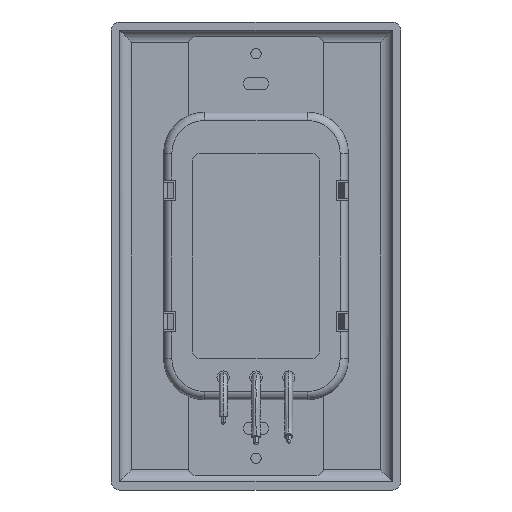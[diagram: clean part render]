
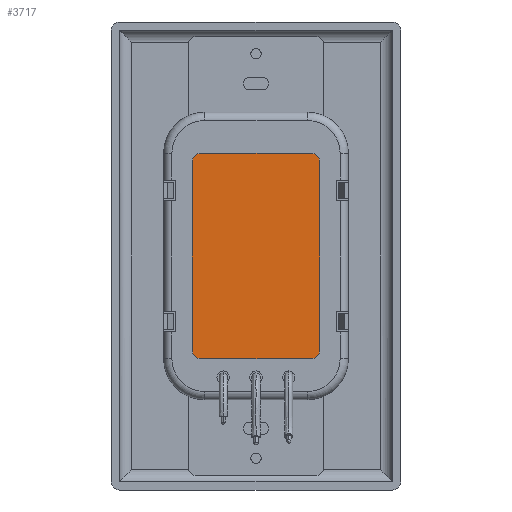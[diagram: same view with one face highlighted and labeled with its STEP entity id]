
A CAD part, front view. The second image highlights one B-rep face of the part: STEP entity #3717.
In plain terms, the highlighted planar face has unit normal (0, -1, 0).
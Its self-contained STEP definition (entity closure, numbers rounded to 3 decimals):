
#341 = ORIENTED_EDGE ( 'NONE', *, *, #5132, .T. ) ;
#401 = CIRCLE ( 'NONE', #10534, 2. ) ;
#560 = ORIENTED_EDGE ( 'NONE', *, *, #1263, .T. ) ;
#608 = LINE ( 'NONE', #10637, #4247 ) ;
#716 = VERTEX_POINT ( 'NONE', #6160 ) ;
#726 = FACE_OUTER_BOUND ( 'NONE', #7948, .T. ) ;
#757 = EDGE_CURVE ( 'NONE', #4436, #4701, #5174, .T. ) ;
#842 = CIRCLE ( 'NONE', #1759, 2. ) ;
#1149 = DIRECTION ( 'NONE',  ( 0., -1., 0. ) ) ;
#1263 = EDGE_CURVE ( 'NONE', #716, #5128, #608, .T. ) ;
#1468 = ORIENTED_EDGE ( 'NONE', *, *, #3357, .T. ) ;
#1689 = CIRCLE ( 'NONE', #7995, 2. ) ;
#1759 = AXIS2_PLACEMENT_3D ( 'NONE', #6013, #6128, #10078 ) ;
#2060 = DIRECTION ( 'NONE',  ( -1., 0., 0. ) ) ;
#2225 = EDGE_CURVE ( 'NONE', #2414, #3688, #8540, .T. ) ;
#2321 = CARTESIAN_POINT ( 'NONE',  ( 13.5, -23.8, 25. ) ) ;
#2414 = VERTEX_POINT ( 'NONE', #10622 ) ;
#2605 = VERTEX_POINT ( 'NONE', #2606 ) ;
#2606 = CARTESIAN_POINT ( 'NONE',  ( 15.5, -23.8, 23. ) ) ;
#2746 = CARTESIAN_POINT ( 'NONE',  ( 13.5, -23.8, -23. ) ) ;
#2792 = PLANE ( 'NONE',  #5210 ) ;
#3139 = DIRECTION ( 'NONE',  ( 0., 0., -1. ) ) ;
#3283 = CARTESIAN_POINT ( 'NONE',  ( 15.5, -23.8, -23. ) ) ;
#3357 = EDGE_CURVE ( 'NONE', #2605, #4436, #4376, .T. ) ;
#3688 = VERTEX_POINT ( 'NONE', #10104 ) ;
#3717 = ADVANCED_FACE ( 'NONE', ( #726 ), #2792, .T. ) ;
#3995 = ORIENTED_EDGE ( 'NONE', *, *, #2225, .T. ) ;
#4247 = VECTOR ( 'NONE', #10581, 1000. ) ;
#4331 = DIRECTION ( 'NONE',  ( 0., 0., 1. ) ) ;
#4376 = CIRCLE ( 'NONE', #6045, 2. ) ;
#4436 = VERTEX_POINT ( 'NONE', #2321 ) ;
#4601 = EDGE_CURVE ( 'NONE', #3688, #716, #1689, .T. ) ;
#4650 = CARTESIAN_POINT ( 'NONE',  ( 13.5, -23.8, 23. ) ) ;
#4701 = VERTEX_POINT ( 'NONE', #10111 ) ;
#4810 = ORIENTED_EDGE ( 'NONE', *, *, #757, .T. ) ;
#5128 = VERTEX_POINT ( 'NONE', #8030 ) ;
#5132 = EDGE_CURVE ( 'NONE', #4701, #2414, #401, .T. ) ;
#5174 = LINE ( 'NONE', #7008, #6595 ) ;
#5210 = AXIS2_PLACEMENT_3D ( 'NONE', #2746, #1149, #8428 ) ;
#5391 = DIRECTION ( 'NONE',  ( 0., 0., -1. ) ) ;
#5478 = DIRECTION ( 'NONE',  ( 0., 0., 1. ) ) ;
#5766 = VECTOR ( 'NONE', #4331, 1000. ) ;
#6013 = CARTESIAN_POINT ( 'NONE',  ( 13.5, -23.8, -23. ) ) ;
#6045 = AXIS2_PLACEMENT_3D ( 'NONE', #4650, #7111, #5478 ) ;
#6128 = DIRECTION ( 'NONE',  ( 0., -1., 0. ) ) ;
#6160 = CARTESIAN_POINT ( 'NONE',  ( -13.5, -23.8, -25. ) ) ;
#6364 = DIRECTION ( 'NONE',  ( 0., -1., 0. ) ) ;
#6564 = DIRECTION ( 'NONE',  ( 0., -1., 0. ) ) ;
#6595 = VECTOR ( 'NONE', #2060, 1000. ) ;
#6597 = VECTOR ( 'NONE', #5391, 1000. ) ;
#7008 = CARTESIAN_POINT ( 'NONE',  ( 0., -23.8, 25. ) ) ;
#7111 = DIRECTION ( 'NONE',  ( 0., -1., 0. ) ) ;
#7150 = CARTESIAN_POINT ( 'NONE',  ( -13.5, -23.8, 23. ) ) ;
#7425 = CARTESIAN_POINT ( 'NONE',  ( -13.5, -23.8, -23. ) ) ;
#7948 = EDGE_LOOP ( 'NONE', ( #9089, #9185, #1468, #4810, #341, #3995, #10278, #560 ) ) ;
#7981 = LINE ( 'NONE', #9276, #5766 ) ;
#7995 = AXIS2_PLACEMENT_3D ( 'NONE', #7425, #6564, #8262 ) ;
#8030 = CARTESIAN_POINT ( 'NONE',  ( 13.5, -23.8, -25. ) ) ;
#8262 = DIRECTION ( 'NONE',  ( 0., 0., -1. ) ) ;
#8428 = DIRECTION ( 'NONE',  ( 0., 0., -1. ) ) ;
#8540 = LINE ( 'NONE', #10324, #6597 ) ;
#8811 = VERTEX_POINT ( 'NONE', #3283 ) ;
#9089 = ORIENTED_EDGE ( 'NONE', *, *, #9635, .T. ) ;
#9185 = ORIENTED_EDGE ( 'NONE', *, *, #10061, .T. ) ;
#9276 = CARTESIAN_POINT ( 'NONE',  ( 15.5, -23.8, -23. ) ) ;
#9635 = EDGE_CURVE ( 'NONE', #5128, #8811, #842, .T. ) ;
#10061 = EDGE_CURVE ( 'NONE', #8811, #2605, #7981, .T. ) ;
#10078 = DIRECTION ( 'NONE',  ( 0., 0., -1. ) ) ;
#10104 = CARTESIAN_POINT ( 'NONE',  ( -15.5, -23.8, -23. ) ) ;
#10111 = CARTESIAN_POINT ( 'NONE',  ( -13.5, -23.8, 25. ) ) ;
#10278 = ORIENTED_EDGE ( 'NONE', *, *, #4601, .T. ) ;
#10324 = CARTESIAN_POINT ( 'NONE',  ( -15.5, -23.8, 23. ) ) ;
#10534 = AXIS2_PLACEMENT_3D ( 'NONE', #7150, #6364, #3139 ) ;
#10581 = DIRECTION ( 'NONE',  ( 1., 0., 0. ) ) ;
#10622 = CARTESIAN_POINT ( 'NONE',  ( -15.5, -23.8, 23. ) ) ;
#10637 = CARTESIAN_POINT ( 'NONE',  ( -13.5, -23.8, -25. ) ) ;
